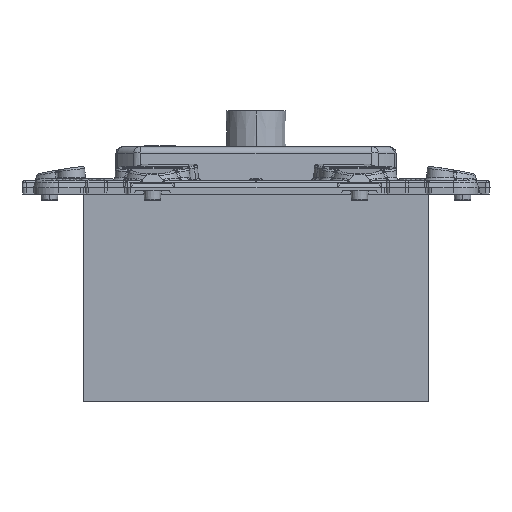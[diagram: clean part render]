
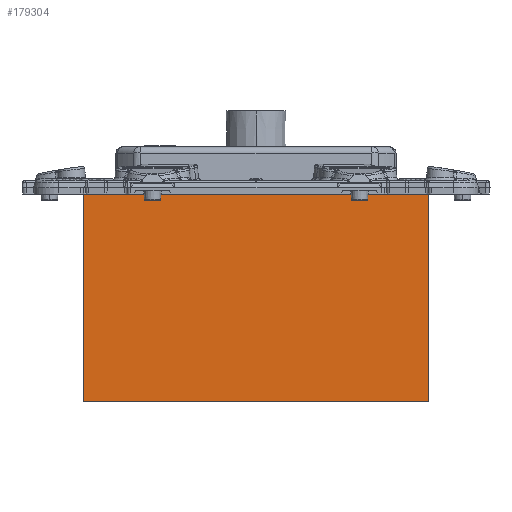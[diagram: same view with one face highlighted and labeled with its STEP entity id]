
A CAD part, left-side view. The second image highlights one B-rep face of the part: STEP entity #179304.
In plain terms, the highlighted planar face has unit normal (-1, 0, 0).
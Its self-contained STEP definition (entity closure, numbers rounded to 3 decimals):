
#179277=AXIS2_PLACEMENT_3D('Plane Axis2P3D',#179274,#179275,#179276) ;
#9926=CARTESIAN_POINT('Vertex',(-27.5,9.38,0.)) ;
#9933=CARTESIAN_POINT('Vertex',(-27.5,4.117,0.)) ;
#11903=CARTESIAN_POINT('Line Origine',(-27.5,-11.692,0.)) ;
#11907=CARTESIAN_POINT('Vertex',(-27.5,-27.5,0.)) ;
#11943=CARTESIAN_POINT('Vertex',(-27.5,27.5,0.)) ;
#11946=CARTESIAN_POINT('Line Origine',(-27.5,18.44,0.)) ;
#179247=CARTESIAN_POINT('Vertex',(-27.5,27.5,-33.)) ;
#179250=CARTESIAN_POINT('Line Origine',(-27.5,27.5,-16.5)) ;
#179274=CARTESIAN_POINT('Axis2P3D Location',(-27.5,-27.5,0.)) ;
#179279=CARTESIAN_POINT('Line Origine',(-27.5,0.,-33.)) ;
#179283=CARTESIAN_POINT('Vertex',(-27.5,-27.5,-33.)) ;
#179286=CARTESIAN_POINT('Line Origine',(-27.5,-27.5,-16.5)) ;
#179291=CARTESIAN_POINT('Line Origine',(-27.5,6.749,0.)) ;
#11904=DIRECTION('Vector Direction',(0.,1.,0.)) ;
#11947=DIRECTION('Vector Direction',(0.,1.,0.)) ;
#179251=DIRECTION('Vector Direction',(0.,0.,-1.)) ;
#179275=DIRECTION('Axis2P3D Direction',(-1.,0.,0.)) ;
#179276=DIRECTION('Axis2P3D XDirection',(0.,1.,0.)) ;
#179280=DIRECTION('Vector Direction',(0.,1.,0.)) ;
#179287=DIRECTION('Vector Direction',(0.,0.,-1.)) ;
#179292=DIRECTION('Vector Direction',(0.,1.,0.)) ;
#11905=VECTOR('Line Direction',#11904,1.) ;
#11948=VECTOR('Line Direction',#11947,1.) ;
#179252=VECTOR('Line Direction',#179251,1.) ;
#179281=VECTOR('Line Direction',#179280,1.) ;
#179288=VECTOR('Line Direction',#179287,1.) ;
#179293=VECTOR('Line Direction',#179292,1.) ;
#179297=ORIENTED_EDGE('',*,*,#179285,.T.) ;
#179298=ORIENTED_EDGE('',*,*,#179290,.F.) ;
#179299=ORIENTED_EDGE('',*,*,#11909,.F.) ;
#179300=ORIENTED_EDGE('',*,*,#179295,.F.) ;
#179301=ORIENTED_EDGE('',*,*,#11950,.F.) ;
#179302=ORIENTED_EDGE('',*,*,#179254,.T.) ;
#179304=ADVANCED_FACE('PartBody',(#179303),#179278,.T.) ;
#11909=EDGE_CURVE('',#9934,#11908,#11906,.F.) ;
#11950=EDGE_CURVE('',#11944,#9927,#11949,.F.) ;
#179254=EDGE_CURVE('',#11944,#179248,#179253,.T.) ;
#179285=EDGE_CURVE('',#179248,#179284,#179282,.F.) ;
#179290=EDGE_CURVE('',#11908,#179284,#179289,.T.) ;
#179295=EDGE_CURVE('',#9927,#9934,#179294,.F.) ;
#179296=EDGE_LOOP('',(#179297,#179298,#179299,#179300,#179301,#179302)) ;
#179303=FACE_OUTER_BOUND('',#179296,.T.) ;
#11906=LINE('Line',#11903,#11905) ;
#11949=LINE('Line',#11946,#11948) ;
#179253=LINE('Line',#179250,#179252) ;
#179282=LINE('Line',#179279,#179281) ;
#179289=LINE('Line',#179286,#179288) ;
#179294=LINE('Line',#179291,#179293) ;
#179278=PLANE('',#179277) ;
#9927=VERTEX_POINT('',#9926) ;
#9934=VERTEX_POINT('',#9933) ;
#11908=VERTEX_POINT('',#11907) ;
#11944=VERTEX_POINT('',#11943) ;
#179248=VERTEX_POINT('',#179247) ;
#179284=VERTEX_POINT('',#179283) ;
